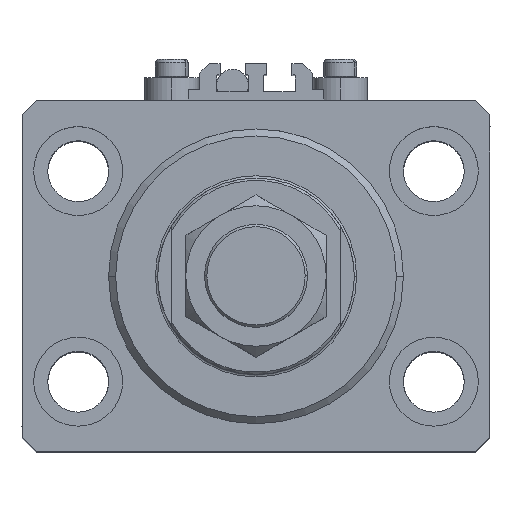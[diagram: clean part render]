
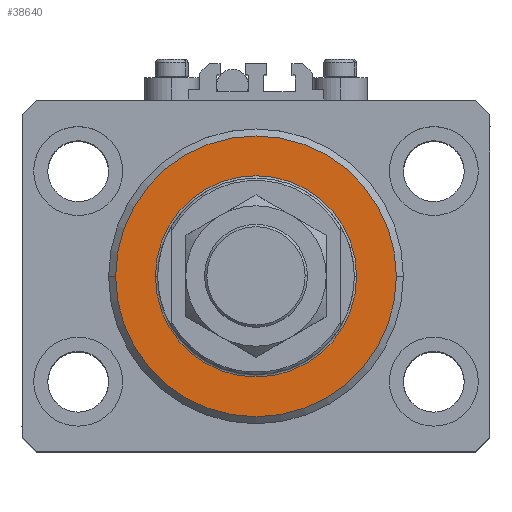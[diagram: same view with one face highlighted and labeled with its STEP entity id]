
A CAD part, top view. The second image highlights one B-rep face of the part: STEP entity #38640.
In plain terms, the highlighted face is planar.
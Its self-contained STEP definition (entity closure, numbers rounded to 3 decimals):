
#1395 = DIRECTION ( 'NONE',  ( 0., 0., -1. ) ) ;
#1760 = EDGE_CURVE ( 'NONE', #7758, #32445, #5805, .T. ) ;
#4413 = CIRCLE ( 'NONE', #17492, 30. ) ;
#5226 = CARTESIAN_POINT ( 'NONE',  ( 0., 0., 0. ) ) ;
#5351 = DIRECTION ( 'NONE',  ( 0., 0., 1. ) ) ;
#5805 = CIRCLE ( 'NONE', #21339, 30. ) ;
#6863 = FACE_BOUND ( 'NONE', #9924, .T. ) ;
#7389 = CARTESIAN_POINT ( 'NONE',  ( 30., 0., 0. ) ) ;
#7758 = VERTEX_POINT ( 'NONE', #14508 ) ;
#8376 = CIRCLE ( 'NONE', #17386, 21.5 ) ;
#9924 = EDGE_LOOP ( 'NONE', ( #22350, #15804 ) ) ;
#9939 = FACE_OUTER_BOUND ( 'NONE', #16692, .T. ) ;
#10588 = AXIS2_PLACEMENT_3D ( 'NONE', #14297, #22490, #34032 ) ;
#12621 = CIRCLE ( 'NONE', #42899, 21.5 ) ;
#13277 = CARTESIAN_POINT ( 'NONE',  ( 0., 0., 0. ) ) ;
#14297 = CARTESIAN_POINT ( 'NONE',  ( 0., 0., 0. ) ) ;
#14508 = CARTESIAN_POINT ( 'NONE',  ( -30., 0., 0. ) ) ;
#15804 = ORIENTED_EDGE ( 'NONE', *, *, #42667, .T. ) ;
#16692 = EDGE_LOOP ( 'NONE', ( #25116, #36489 ) ) ;
#17382 = EDGE_CURVE ( 'NONE', #20753, #50101, #8376, .T. ) ;
#17386 = AXIS2_PLACEMENT_3D ( 'NONE', #13277, #5351, #25302 ) ;
#17492 = AXIS2_PLACEMENT_3D ( 'NONE', #5226, #1395, #48285 ) ;
#20399 = EDGE_CURVE ( 'NONE', #32445, #7758, #4413, .T. ) ;
#20753 = VERTEX_POINT ( 'NONE', #49473 ) ;
#21339 = AXIS2_PLACEMENT_3D ( 'NONE', #33129, #48773, #45428 ) ;
#22350 = ORIENTED_EDGE ( 'NONE', *, *, #17382, .T. ) ;
#22490 = DIRECTION ( 'NONE',  ( 0., 0., 1. ) ) ;
#25116 = ORIENTED_EDGE ( 'NONE', *, *, #20399, .T. ) ;
#25302 = DIRECTION ( 'NONE',  ( 1., 0., 0. ) ) ;
#26115 = DIRECTION ( 'NONE',  ( 0., 0., 1. ) ) ;
#32445 = VERTEX_POINT ( 'NONE', #7389 ) ;
#33129 = CARTESIAN_POINT ( 'NONE',  ( 0., 0., 0. ) ) ;
#34032 = DIRECTION ( 'NONE',  ( 1., 0., 0. ) ) ;
#36489 = ORIENTED_EDGE ( 'NONE', *, *, #1760, .T. ) ;
#38173 = CARTESIAN_POINT ( 'NONE',  ( 0., 0., 0. ) ) ;
#38640 = ADVANCED_FACE ( 'NONE', ( #6863, #9939 ), #41485, .F. ) ;
#40800 = CARTESIAN_POINT ( 'NONE',  ( -21.5, 0., 0. ) ) ;
#41485 = PLANE ( 'NONE',  #10588 ) ;
#41774 = DIRECTION ( 'NONE',  ( 1., 0., 0. ) ) ;
#42667 = EDGE_CURVE ( 'NONE', #50101, #20753, #12621, .T. ) ;
#42899 = AXIS2_PLACEMENT_3D ( 'NONE', #38173, #26115, #41774 ) ;
#45428 = DIRECTION ( 'NONE',  ( 1., 0., 0. ) ) ;
#48285 = DIRECTION ( 'NONE',  ( 1., 0., 0. ) ) ;
#48773 = DIRECTION ( 'NONE',  ( 0., 0., -1. ) ) ;
#49473 = CARTESIAN_POINT ( 'NONE',  ( 21.5, 0., 0. ) ) ;
#50101 = VERTEX_POINT ( 'NONE', #40800 ) ;
